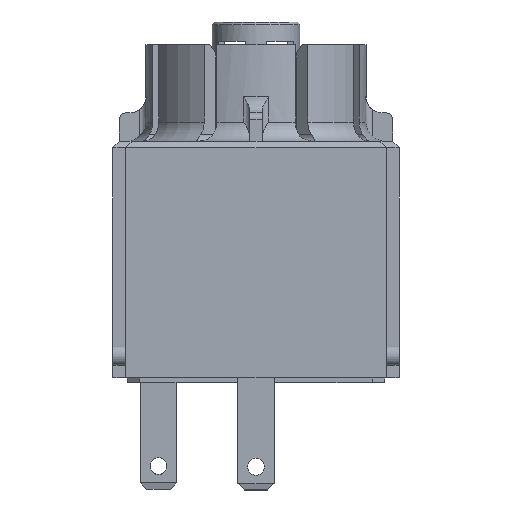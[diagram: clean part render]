
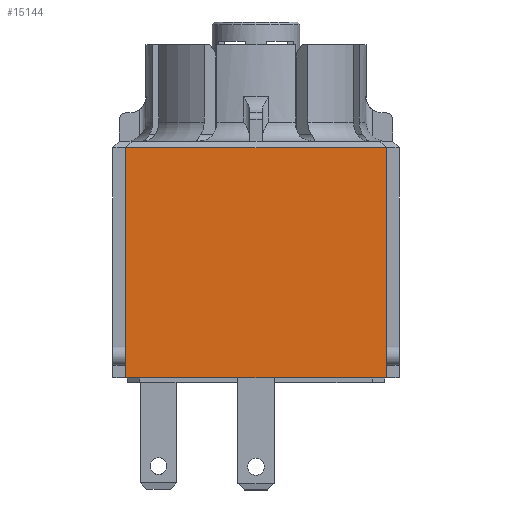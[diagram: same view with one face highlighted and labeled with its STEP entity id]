
A CAD part, front view. The second image highlights one B-rep face of the part: STEP entity #15144.
In plain terms, the highlighted planar face has unit normal (0, -1, 0).
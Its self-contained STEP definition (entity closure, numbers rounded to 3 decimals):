
#1475=FACE_OUTER_BOUND('',#2302,.T.);
#2302=EDGE_LOOP('',(#11665,#11666,#11667,#11668,#11669,#11670));
#3610=LINE('',#22488,#5169);
#3618=LINE('',#22505,#5177);
#3619=LINE('',#22507,#5178);
#3620=LINE('',#22509,#5179);
#3621=LINE('',#22511,#5180);
#3622=LINE('',#22512,#5181);
#5169=VECTOR('',#18244,10.);
#5177=VECTOR('',#18262,10.);
#5178=VECTOR('',#18263,10.);
#5179=VECTOR('',#18264,10.);
#5180=VECTOR('',#18265,10.);
#5181=VECTOR('',#18266,10.);
#6663=VERTEX_POINT('',#22482);
#6664=VERTEX_POINT('',#22486);
#6668=VERTEX_POINT('',#22504);
#6669=VERTEX_POINT('',#22506);
#6670=VERTEX_POINT('',#22508);
#6671=VERTEX_POINT('',#22510);
#8523=EDGE_CURVE('',#6664,#6663,#3610,.T.);
#8531=EDGE_CURVE('',#6668,#6664,#3618,.T.);
#8532=EDGE_CURVE('',#6669,#6668,#3619,.T.);
#8533=EDGE_CURVE('',#6669,#6670,#3620,.T.);
#8534=EDGE_CURVE('',#6670,#6671,#3621,.T.);
#8535=EDGE_CURVE('',#6671,#6663,#3622,.T.);
#11665=ORIENTED_EDGE('',*,*,#8523,.F.);
#11666=ORIENTED_EDGE('',*,*,#8531,.F.);
#11667=ORIENTED_EDGE('',*,*,#8532,.F.);
#11668=ORIENTED_EDGE('',*,*,#8533,.T.);
#11669=ORIENTED_EDGE('',*,*,#8534,.T.);
#11670=ORIENTED_EDGE('',*,*,#8535,.T.);
#14572=PLANE('',#16133);
#15144=ADVANCED_FACE('',(#1475),#14572,.T.);
#16133=AXIS2_PLACEMENT_3D('',#22503,#18260,#18261);
#18244=DIRECTION('',(1.,0.,0.));
#18260=DIRECTION('center_axis',(0.,-1.,0.));
#18261=DIRECTION('ref_axis',(0.,0.,
1.));
#18262=DIRECTION('',(0.,0.,1.));
#18263=DIRECTION('',(0.,0.,1.));
#18264=DIRECTION('',(1.,0.,0.));
#18265=DIRECTION('',(0.,0.,1.));
#18266=DIRECTION('',(0.,0.,1.));
#22482=CARTESIAN_POINT('',(10.1,-11.1,18.2));
#22486=CARTESIAN_POINT('',(-10.1,-11.1,18.2));
#22488=CARTESIAN_POINT('',(0.,-11.1,18.2));
#22503=CARTESIAN_POINT('Origin',(0.,-11.1,0.4));
#22504=CARTESIAN_POINT('',(-10.1,-11.1,2.09));
#22505=CARTESIAN_POINT('',(-10.1,-11.1,0.4));
#22506=CARTESIAN_POINT('',(-10.1,-11.1,0.4));
#22507=CARTESIAN_POINT('',(-10.1,-11.1,0.4));
#22508=CARTESIAN_POINT('',(10.1,-11.1,0.4));
#22509=CARTESIAN_POINT('',(-10.1,-11.1,0.4));
#22510=CARTESIAN_POINT('',(10.1,-11.1,2.09));
#22511=CARTESIAN_POINT('',(10.1,-11.1,0.4));
#22512=CARTESIAN_POINT('',(10.1,-11.1,0.4));
